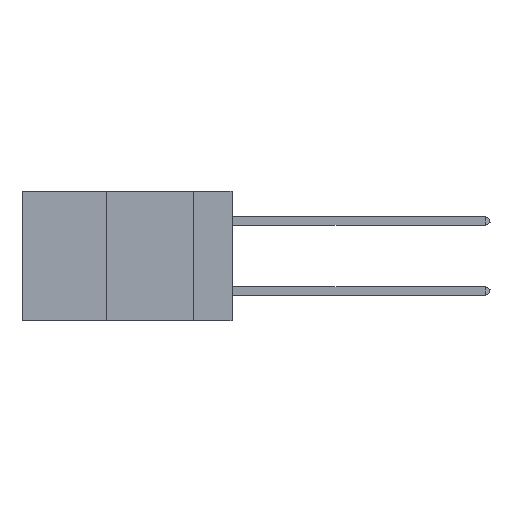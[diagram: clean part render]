
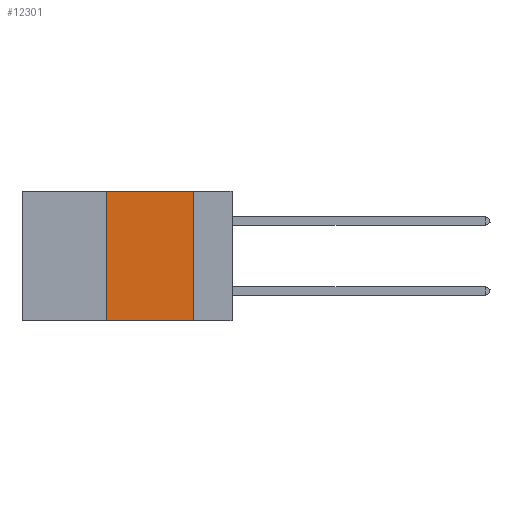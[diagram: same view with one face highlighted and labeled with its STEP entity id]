
A CAD part, left-side view. The second image highlights one B-rep face of the part: STEP entity #12301.
In plain terms, the highlighted planar face has unit normal (-1, 0, 0).
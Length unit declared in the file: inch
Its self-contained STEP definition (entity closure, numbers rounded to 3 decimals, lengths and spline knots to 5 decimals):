
#235 = CARTESIAN_POINT ( 'NONE',  ( 0., 0.11, 0. ) ) ;
#970 = CARTESIAN_POINT ( 'NONE',  ( 0., 0.6, -0.37 ) ) ;
#2392 = EDGE_CURVE ( 'NONE', #14541, #9514, #17335, .T. ) ;
#2412 = CARTESIAN_POINT ( 'NONE',  ( 0., 0.11, -0.37 ) ) ;
#3799 = ORIENTED_EDGE ( 'NONE', *, *, #10585, .F. ) ;
#4345 = LINE ( 'NONE', #19173, #9335 ) ;
#5018 = CARTESIAN_POINT ( 'NONE',  ( 0., 0.11, 0. ) ) ;
#5760 = AXIS2_PLACEMENT_3D ( 'NONE', #9886, #22433, #11702 ) ;
#6244 = DIRECTION ( 'NONE',  ( 0., 0., -1. ) ) ;
#7021 = LINE ( 'NONE', #15145, #20923 ) ;
#7103 = VECTOR ( 'NONE', #15947, 39.37008 ) ;
#7541 = VECTOR ( 'NONE', #6244, 39.37008 ) ;
#7839 = FACE_OUTER_BOUND ( 'NONE', #11428, .T. ) ;
#8932 = EDGE_CURVE ( 'NONE', #15854, #14541, #4345, .T. ) ;
#9335 = VECTOR ( 'NONE', #11977, 39.37008 ) ;
#9514 = VERTEX_POINT ( 'NONE', #2412 ) ;
#9886 = CARTESIAN_POINT ( 'NONE',  ( 0., 0.6, 0. ) ) ;
#10585 = EDGE_CURVE ( 'NONE', #18435, #15854, #7021, .T. ) ;
#11428 = EDGE_LOOP ( 'NONE', ( #12526, #17398, #3799, #23157 ) ) ;
#11702 = DIRECTION ( 'NONE',  ( 0., 0., -1. ) ) ;
#11977 = DIRECTION ( 'NONE',  ( 0., -1., 0. ) ) ;
#12301 = ADVANCED_FACE ( 'NONE', ( #7839 ), #20657, .F. ) ;
#12526 = ORIENTED_EDGE ( 'NONE', *, *, #2392, .F. ) ;
#12595 = LINE ( 'NONE', #970, #7103 ) ;
#14541 = VERTEX_POINT ( 'NONE', #5018 ) ;
#15145 = CARTESIAN_POINT ( 'NONE',  ( 0., 0.36, 0. ) ) ;
#15854 = VERTEX_POINT ( 'NONE', #18487 ) ;
#15947 = DIRECTION ( 'NONE',  ( 0., -1., 0. ) ) ;
#16969 = DIRECTION ( 'NONE',  ( 0., 0., 1. ) ) ;
#17335 = LINE ( 'NONE', #235, #7541 ) ;
#17398 = ORIENTED_EDGE ( 'NONE', *, *, #8932, .F. ) ;
#18435 = VERTEX_POINT ( 'NONE', #22356 ) ;
#18487 = CARTESIAN_POINT ( 'NONE',  ( 0., 0.36, 0. ) ) ;
#19173 = CARTESIAN_POINT ( 'NONE',  ( 0., 0.6, 0. ) ) ;
#19239 = EDGE_CURVE ( 'NONE', #18435, #9514, #12595, .T. ) ;
#20657 = PLANE ( 'NONE',  #5760 ) ;
#20923 = VECTOR ( 'NONE', #16969, 39.37008 ) ;
#22356 = CARTESIAN_POINT ( 'NONE',  ( 0., 0.36, -0.37 ) ) ;
#22433 = DIRECTION ( 'NONE',  ( 1., 0., 0. ) ) ;
#23157 = ORIENTED_EDGE ( 'NONE', *, *, #19239, .T. ) ;
